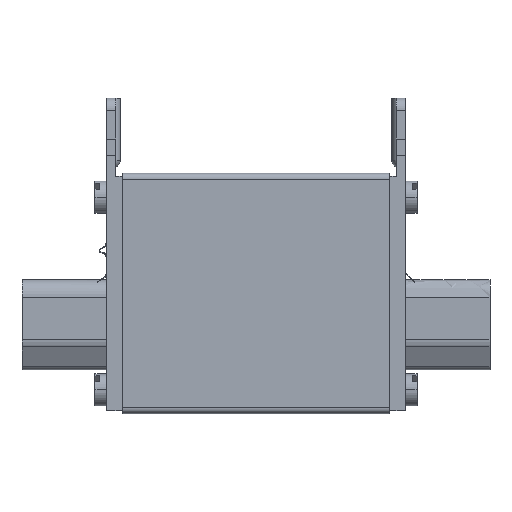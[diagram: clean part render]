
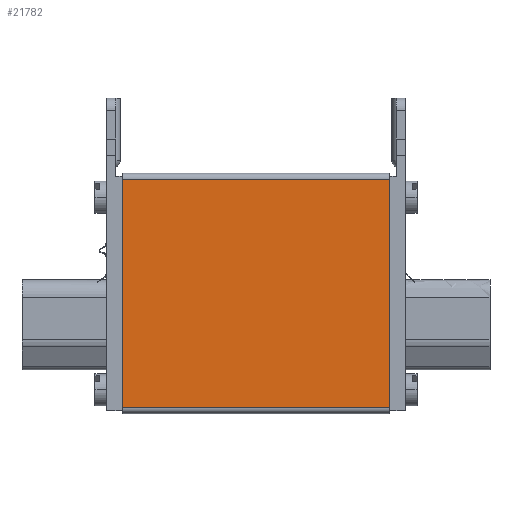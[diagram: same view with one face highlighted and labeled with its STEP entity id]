
A CAD part, top view. The second image highlights one B-rep face of the part: STEP entity #21782.
In plain terms, the highlighted planar face has unit normal (0, 0, 1).
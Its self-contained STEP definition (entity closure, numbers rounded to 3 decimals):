
#2212 = VERTEX_POINT ( 'NONE', #7523 ) ;
#2213 = VERTEX_POINT ( 'NONE', #7524 ) ;
#2230 = VERTEX_POINT ( 'NONE', #7541 ) ;
#2231 = VERTEX_POINT ( 'NONE', #7542 ) ;
#2575 = EDGE_LOOP ( 'NONE', ( #3336, #3338, #3337, #3339 ) ) ;
#2927 = EDGE_CURVE ( 'NONE', #2212, #2213, #5375, .T. ) ;
#2949 = EDGE_CURVE ( 'NONE', #2231, #2230, #5390, .T. ) ;
#2951 = EDGE_CURVE ( 'NONE', #2212, #2231, #5391, .T. ) ;
#2952 = EDGE_CURVE ( 'NONE', #2230, #2213, #5392, .T. ) ;
#3336 = ORIENTED_EDGE ( 'NONE', *, *, #2927, .F. ) ;
#3337 = ORIENTED_EDGE ( 'NONE', *, *, #2949, .T. ) ;
#3338 = ORIENTED_EDGE ( 'NONE', *, *, #2951, .T. ) ;
#3339 = ORIENTED_EDGE ( 'NONE', *, *, #2952, .T. ) ;
#5375 = LINE ( 'NONE', #8425, #6910 ) ;
#5390 = LINE ( 'NONE', #8476, #9357 ) ;
#5391 = LINE ( 'NONE', #8481, #9359 ) ;
#5392 = LINE ( 'NONE', #8483, #9360 ) ;
#6910 = VECTOR ( 'NONE', #8426, 1000. ) ;
#7523 = CARTESIAN_POINT ( 'NONE',  ( -22.25, -19., 10.5 ) ) ;
#7524 = CARTESIAN_POINT ( 'NONE',  ( -22.25, 19., 10.5 ) ) ;
#7541 = CARTESIAN_POINT ( 'NONE',  ( 22.25, 19., 10.5 ) ) ;
#7542 = CARTESIAN_POINT ( 'NONE',  ( 22.25, -19., 10.5 ) ) ;
#8425 = CARTESIAN_POINT ( 'NONE',  ( -22.25, -20., 10.5 ) ) ;
#8426 = DIRECTION ( 'NONE',  ( 0., 1., 0. ) ) ;
#8476 = CARTESIAN_POINT ( 'NONE',  ( 22.25, -20., 10.5 ) ) ;
#8477 = DIRECTION ( 'NONE',  ( 0., 1., 0. ) ) ;
#8481 = CARTESIAN_POINT ( 'NONE',  ( 22.25, -19., 10.5 ) ) ;
#8482 = DIRECTION ( 'NONE',  ( 1., 0., 0. ) ) ;
#8483 = CARTESIAN_POINT ( 'NONE',  ( -22.25, 19., 10.5 ) ) ;
#8484 = DIRECTION ( 'NONE',  ( -1., 0., 0. ) ) ;
#9357 = VECTOR ( 'NONE', #8477, 1000. ) ;
#9359 = VECTOR ( 'NONE', #8482, 1000. ) ;
#9360 = VECTOR ( 'NONE', #8484, 1000. ) ;
#17980 = AXIS2_PLACEMENT_3D ( 'NONE', #20049, #20050, #20051 ) ;
#20048 = PLANE ( 'NONE',  #17980 ) ;
#20049 = CARTESIAN_POINT ( 'NONE',  ( -22.25, -20., 10.5 ) ) ;
#20050 = DIRECTION ( 'NONE',  ( 0., 0., 1. ) ) ;
#20051 = DIRECTION ( 'NONE',  ( 1., 0., 0. ) ) ;
#20280 = FACE_OUTER_BOUND ( 'NONE', #2575, .T. ) ;
#21782 = ADVANCED_FACE ( 'NONE', ( #20280 ), #20048, .T. ) ;
